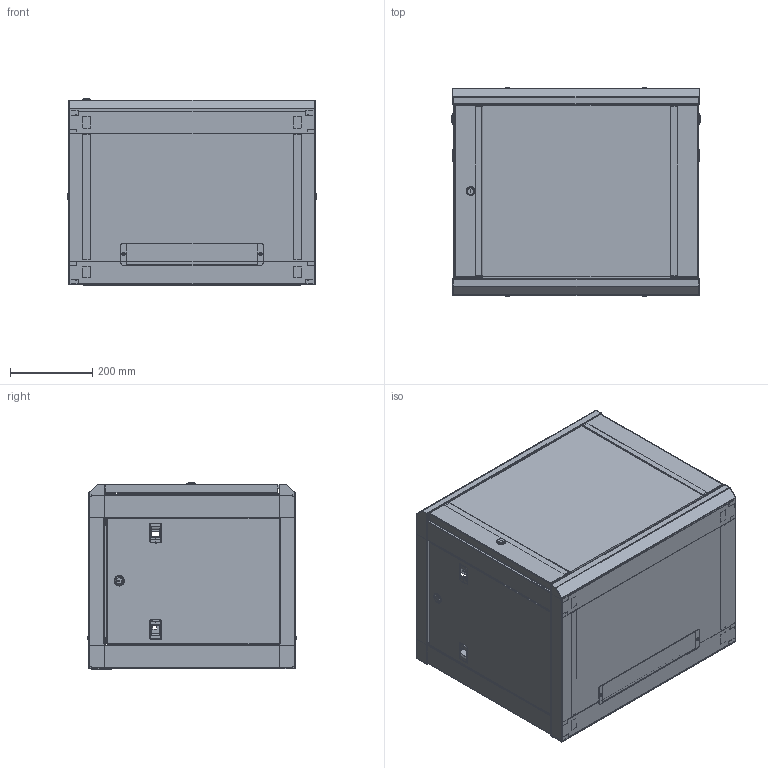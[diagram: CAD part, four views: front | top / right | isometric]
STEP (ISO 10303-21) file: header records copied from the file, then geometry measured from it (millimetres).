
FILE_DESCRIPTION (( 'STEP AP214' ), '1' );
FILE_NAME ('LC-SMA6409-W_3D.step', '2023-07-20T14:42:06', ( '' ), ( '' ), 'SwSTEP 2.0', 'SolidWorks 2022', '' );
FILE_SCHEMA (( 'AUTOMOTIVE_DESIGN' ));
Length unit declared in the file: millimetre
Products named in the file (40): L Brkt^LC-SMA6409-W; door wshr^LC-SMA6409-W; base pnl assy^LC-SMA6409-W; cylinder, lock^door lock_Side Pnl Assy_LC-SMA6409-W; door assy^LC-SMA6409-W; int lock-wshr, lock^door lock_door assy_LC-SMA6409-W; pan cross head_am_B18.6.7M - M4 x 0.7 x 5 Type I Cross Recessed PHMS --5N; Side Panel^Side Pnl Assy_LC-SMA6409-W; wshr, lock^door lock_door assy_LC-SMA6409-W; Glass Panel^door assy_LC-SMA6409-W; Side Panel Latch^Side Pnl Assy_LC-SMA6409-W; screw, Lock^door lock_Side Pnl Assy_LC-SMA6409-W; top cover assy^LC-SMA6409-W; LC-SMA6409-W_3D; Copy of Frame Part2_MIR^Frame Assy_LC-SMA6409-W; door lock^door assy_LC-SMA6409-W; Hz Beam^LC-SMA6409-W; screw, Lock^door lock_door assy_LC-SMA6409-W; Side Pnl Assy^LC-SMA6409-W; latch, lock^door lock_door assy_LC-SMA6409-W; cable mgmt plate^base pnl assy_LC-SMA6409-W; Copy of Frame Part1_MIR1^Frame Assy_LC-SMA6409-W; wshr, lock^door lock_Side Pnl Assy_LC-SMA6409-W; cable mgmt plate^top cover assy_LC-SMA6409-W; Back Pl^LC-SMA6409-W; latch, lock^door lock_Side Pnl Assy_LC-SMA6409-W; cylinder, lock^door lock_door assy_LC-SMA6409-W; nut, lock^door lock_Side Pnl Assy_LC-SMA6409-W; Wall Mtg Pl^LC-SMA6409-W; Copy of Frame Part2^Frame Assy_LC-SMA6409-W; Top Cover 450 mm^top cover assy_LC-SMA6409-W; Vt Mtg Rails^LC-SMA6409-W; nut, lock^door lock_door assy_LC-SMA6409-W; Bottom Cover 450 mm^base pnl assy_LC-SMA6409-W; Copy of Frame Part1_MIR1_MIR^Frame Assy_LC-SMA6409-W; door frame with lock^door assy_LC-SMA6409-W; door lock^Side Pnl Assy_LC-SMA6409-W; Frame Assy^LC-SMA6409-W; door frame^door assy_LC-SMA6409-W; int lock-wshr, lock^door lock_Side Pnl Assy_LC-SMA6409-W
Assembly tree (52 placements, depth 4):
  LC-SMA6409-W_3D
    base pnl assy^LC-SMA6409-W
      Bottom Cover 450 mm^base pnl assy_LC-SMA6409-W
      cable mgmt plate^base pnl assy_LC-SMA6409-W
      pan cross head_am_B18.6.7M - M4 x 0.7 x 5 Type I Cross Recessed PHMS --5N  x2
    Hz Beam^LC-SMA6409-W  x4
    Vt Mtg Rails^LC-SMA6409-W  x4
    L Brkt^LC-SMA6409-W  x2
    Side Pnl Assy^LC-SMA6409-W  x2
      Side Panel^Side Pnl Assy_LC-SMA6409-W
      Side Panel Latch^Side Pnl Assy_LC-SMA6409-W
      door lock^Side Pnl Assy_LC-SMA6409-W
        cylinder, lock^door lock_Side Pnl Assy_LC-SMA6409-W
        latch, lock^door lock_Side Pnl Assy_LC-SMA6409-W
        nut, lock^door lock_Side Pnl Assy_LC-SMA6409-W
        wshr, lock^door lock_Side Pnl Assy_LC-SMA6409-W
        int lock-wshr, lock^door lock_Side Pnl Assy_LC-SMA6409-W
        screw, Lock^door lock_Side Pnl Assy_LC-SMA6409-W
    Frame Assy^LC-SMA6409-W  x2
      Copy of Frame Part2^Frame Assy_LC-SMA6409-W
      Copy of Frame Part2_MIR^Frame Assy_LC-SMA6409-W
      Copy of Frame Part1_MIR1^Frame Assy_LC-SMA6409-W
      Copy of Frame Part1_MIR1_MIR^Frame Assy_LC-SMA6409-W
    Back Pl^LC-SMA6409-W
    Wall Mtg Pl^LC-SMA6409-W
    door wshr^LC-SMA6409-W
    door assy^LC-SMA6409-W
      door frame with lock^door assy_LC-SMA6409-W
      Glass Panel^door assy_LC-SMA6409-W
      door frame^door assy_LC-SMA6409-W
      door lock^door assy_LC-SMA6409-W
        cylinder, lock^door lock_door assy_LC-SMA6409-W
        latch, lock^door lock_door assy_LC-SMA6409-W
        nut, lock^door lock_door assy_LC-SMA6409-W
        wshr, lock^door lock_door assy_LC-SMA6409-W
        int lock-wshr, lock^door lock_door assy_LC-SMA6409-W
        screw, Lock^door lock_door assy_LC-SMA6409-W
    top cover assy^LC-SMA6409-W
      Top Cover 450 mm^top cover assy_LC-SMA6409-W
      cable mgmt plate^top cover assy_LC-SMA6409-W
      pan cross head_am_B18.6.7M - M4 x 0.7 x 5 Type I Cross Recessed PHMS --5N  x2
Bounding box: 605.57 x 510.73 x 455.44 mm (x, y, z)
Volume: 2819410.2 mm3; surface area: 4698796.8 mm2
Topology: 55 solids, 59 shells, 3727 faces, 10437 edges, 6821 vertices
Faces by surface type: plane 2563, cylinder 1026, bspline 68, cone 54, torus 8, sphere 8
Entity records: 83468 total; most frequent: CARTESIAN_POINT 13307, ORIENTED_EDGE 10629, DIRECTION 10496, EDGE_CURVE 5324, LINE 3692, VECTOR 3692, VERTEX_POINT 3477, AXIS2_PLACEMENT_3D 3402
